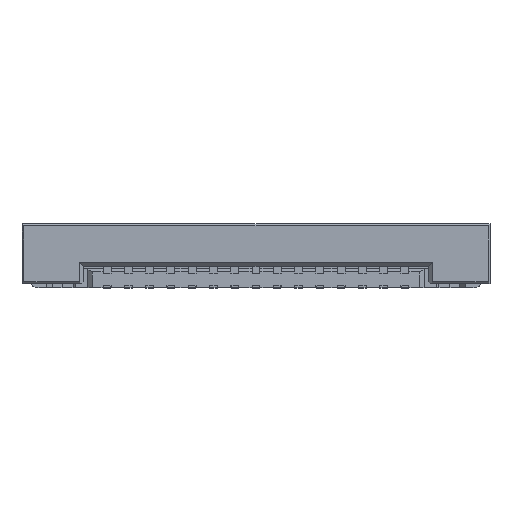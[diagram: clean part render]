
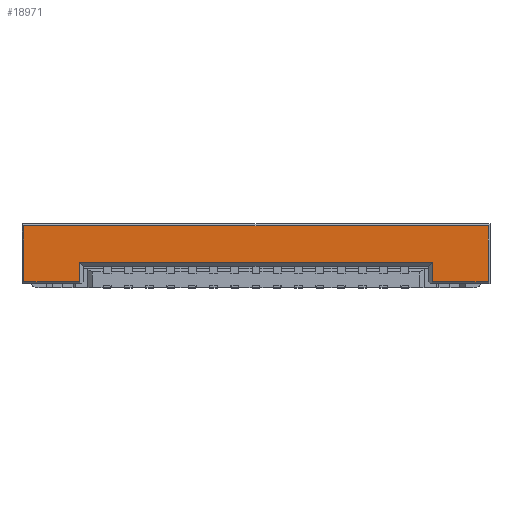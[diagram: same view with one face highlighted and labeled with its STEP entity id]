
A CAD part, top view. The second image highlights one B-rep face of the part: STEP entity #18971.
In plain terms, the highlighted planar face has unit normal (0, 0, 1).
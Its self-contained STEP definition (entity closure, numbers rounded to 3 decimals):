
#6925=DIRECTION('',(0.,-1.,0.));
#6926=VECTOR('',#6925,2.624);
#6927=CARTESIAN_POINT('',(-10.912,2.912,6.7));
#6928=LINE('',#6927,#6926);
#6929=DIRECTION('',(1.,0.,0.));
#6930=VECTOR('',#6929,21.824);
#6931=CARTESIAN_POINT('',(-10.912,2.912,6.7));
#6932=LINE('',#6931,#6930);
#6941=DIRECTION('',(0.,1.,0.));
#6942=VECTOR('',#6941,0.912);
#6943=CARTESIAN_POINT('',(-8.3,0.288,6.7));
#6944=LINE('',#6943,#6942);
#6961=DIRECTION('',(-1.,0.,0.));
#6962=VECTOR('',#6961,16.6);
#6963=CARTESIAN_POINT('',(8.3,1.2,6.7));
#6964=LINE('',#6963,#6962);
#6973=DIRECTION('',(0.,1.,0.));
#6974=VECTOR('',#6973,0.912);
#6975=CARTESIAN_POINT('',(8.3,0.288,6.7));
#6976=LINE('',#6975,#6974);
#7001=DIRECTION('',(1.,0.,0.));
#7002=VECTOR('',#7001,2.612);
#7003=CARTESIAN_POINT('',(8.3,0.288,6.7));
#7004=LINE('',#7003,#7002);
#7013=DIRECTION('',(0.,-1.,0.));
#7014=VECTOR('',#7013,2.624);
#7015=CARTESIAN_POINT('',(10.912,2.912,6.7));
#7016=LINE('',#7015,#7014);
#7101=DIRECTION('',(1.,0.,0.));
#7102=VECTOR('',#7101,2.612);
#7103=CARTESIAN_POINT('',(-10.912,0.288,6.7));
#7104=LINE('',#7103,#7102);
#8184=CARTESIAN_POINT('',(-10.912,0.288,6.7));
#8186=VERTEX_POINT('',#8184);
#8187=CARTESIAN_POINT('',(-10.912,2.912,6.7));
#8188=CARTESIAN_POINT('',(10.912,2.912,6.7));
#8189=VERTEX_POINT('',#8187);
#8190=VERTEX_POINT('',#8188);
#8205=CARTESIAN_POINT('',(-8.3,0.288,6.7));
#8206=CARTESIAN_POINT('',(-8.3,1.2,6.7));
#8207=VERTEX_POINT('',#8205);
#8208=VERTEX_POINT('',#8206);
#8217=CARTESIAN_POINT('',(8.3,1.2,6.7));
#8218=VERTEX_POINT('',#8217);
#8221=CARTESIAN_POINT('',(8.3,0.288,6.7));
#8222=VERTEX_POINT('',#8221);
#8229=CARTESIAN_POINT('',(10.912,0.288,6.7));
#8230=VERTEX_POINT('',#8229);
#18950=CARTESIAN_POINT('',(-11.,3.,6.7));
#18951=DIRECTION('',(0.,0.,1.));
#18952=DIRECTION('',(0.,-1.,0.));
#18953=AXIS2_PLACEMENT_3D('',#18950,#18951,#18952);
#18954=PLANE('',#18953);
#18956=ORIENTED_EDGE('',*,*,#18955,.F.);
#18958=ORIENTED_EDGE('',*,*,#18957,.F.);
#18959=ORIENTED_EDGE('',*,*,#18928,.F.);
#18960=ORIENTED_EDGE('',*,*,#18940,.T.);
#18962=ORIENTED_EDGE('',*,*,#18961,.T.);
#18964=ORIENTED_EDGE('',*,*,#18963,.F.);
#18966=ORIENTED_EDGE('',*,*,#18965,.T.);
#18968=ORIENTED_EDGE('',*,*,#18967,.T.);
#18969=EDGE_LOOP('',(#18956,#18958,#18959,#18960,#18962,#18964,#18966,#18968));
#18970=FACE_OUTER_BOUND('',#18969,.F.);
#18971=ADVANCED_FACE('',(#18970),#18954,.T.);
#18928=EDGE_CURVE('',#8189,#8186,#6928,.T.);
#18940=EDGE_CURVE('',#8189,#8190,#6932,.T.);
#18955=EDGE_CURVE('',#8207,#8208,#6944,.T.);
#18957=EDGE_CURVE('',#8186,#8207,#7104,.T.);
#18961=EDGE_CURVE('',#8190,#8230,#7016,.T.);
#18963=EDGE_CURVE('',#8222,#8230,#7004,.T.);
#18965=EDGE_CURVE('',#8222,#8218,#6976,.T.);
#18967=EDGE_CURVE('',#8218,#8208,#6964,.T.);
